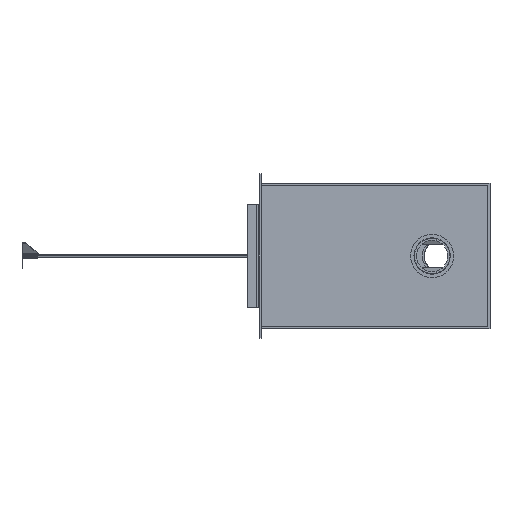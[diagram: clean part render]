
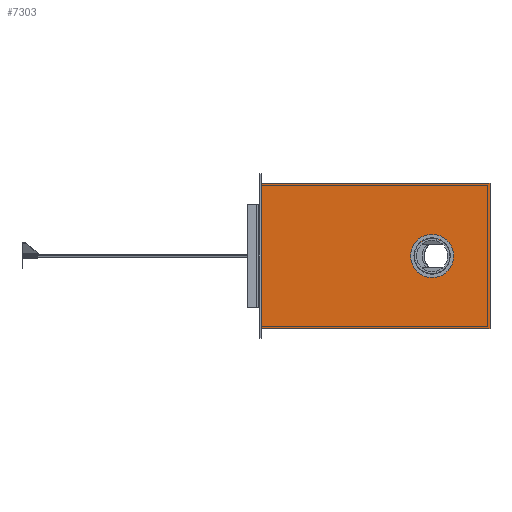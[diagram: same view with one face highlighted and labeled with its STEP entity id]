
A CAD part, left-side view. The second image highlights one B-rep face of the part: STEP entity #7303.
In plain terms, the highlighted planar face has unit normal (-1, 0, 0).
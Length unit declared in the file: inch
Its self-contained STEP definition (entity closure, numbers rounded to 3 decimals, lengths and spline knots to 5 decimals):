
#74 = CARTESIAN_POINT ( 'NONE',  ( -12.25, -5., -9.25 ) ) ;
#94 = ORIENTED_EDGE ( 'NONE', *, *, #11592, .F. ) ;
#131 = ORIENTED_EDGE ( 'NONE', *, *, #6494, .F. ) ;
#463 = DIRECTION ( 'NONE',  ( 0., 0., 1. ) ) ;
#1219 = FACE_OUTER_BOUND ( 'NONE', #5410, .T. ) ;
#1575 = EDGE_CURVE ( 'NONE', #3615, #5013, #7511, .T. ) ;
#1995 = FACE_BOUND ( 'NONE', #5066, .T. ) ;
#2211 = LINE ( 'NONE', #7558, #3082 ) ;
#3082 = VECTOR ( 'NONE', #463, 39.37008 ) ;
#3615 = VERTEX_POINT ( 'NONE', #11710 ) ;
#3680 = DIRECTION ( 'NONE',  ( -1., 0., 0. ) ) ;
#3720 = LINE ( 'NONE', #74, #9728 ) ;
#3907 = PLANE ( 'NONE',  #6749 ) ;
#3970 = CARTESIAN_POINT ( 'NONE',  ( -12.25, -5., -9. ) ) ;
#4158 = VERTEX_POINT ( 'NONE', #6933 ) ;
#4224 = AXIS2_PLACEMENT_3D ( 'NONE', #9871, #7206, #4526 ) ;
#4504 = ORIENTED_EDGE ( 'NONE', *, *, #4754, .F. ) ;
#4526 = DIRECTION ( 'NONE',  ( 0., 0., 1. ) ) ;
#4648 = CIRCLE ( 'NONE', #6977, 2. ) ;
#4754 = EDGE_CURVE ( 'NONE', #4969, #6758, #3720, .T. ) ;
#4969 = VERTEX_POINT ( 'NONE', #5991 ) ;
#5013 = VERTEX_POINT ( 'NONE', #11642 ) ;
#5066 = EDGE_LOOP ( 'NONE', ( #94, #10512 ) ) ;
#5410 = EDGE_LOOP ( 'NONE', ( #11175, #131, #4504, #8414 ) ) ;
#5688 = DIRECTION ( 'NONE',  ( 0., 0., 1. ) ) ;
#5991 = CARTESIAN_POINT ( 'NONE',  ( -12.25, -5.375, -9.25 ) ) ;
#6188 = VERTEX_POINT ( 'NONE', #6281 ) ;
#6277 = DIRECTION ( 'NONE',  ( 0., 0., 1. ) ) ;
#6281 = CARTESIAN_POINT ( 'NONE',  ( -12.25, 23.75, 9.25 ) ) ;
#6494 = EDGE_CURVE ( 'NONE', #6758, #6188, #2211, .T. ) ;
#6733 = CARTESIAN_POINT ( 'NONE',  ( -12.25, -5., 9.25 ) ) ;
#6749 = AXIS2_PLACEMENT_3D ( 'NONE', #3970, #9345, #5688 ) ;
#6758 = VERTEX_POINT ( 'NONE', #10093 ) ;
#6933 = CARTESIAN_POINT ( 'NONE',  ( -12.25, -5.375, 9.25 ) ) ;
#6977 = AXIS2_PLACEMENT_3D ( 'NONE', #9129, #3680, #6277 ) ;
#7206 = DIRECTION ( 'NONE',  ( -1., 0., 0. ) ) ;
#7303 = ADVANCED_FACE ( 'NONE', ( #1995, #1219 ), #3907, .T. ) ;
#7511 = CIRCLE ( 'NONE', #4224, 2. ) ;
#7558 = CARTESIAN_POINT ( 'NONE',  ( -12.25, 23.75, 0. ) ) ;
#8124 = VECTOR ( 'NONE', #8685, 39.37008 ) ;
#8414 = ORIENTED_EDGE ( 'NONE', *, *, #9583, .T. ) ;
#8676 = EDGE_CURVE ( 'NONE', #4158, #6188, #9403, .T. ) ;
#8685 = DIRECTION ( 'NONE',  ( 0., 1., 0. ) ) ;
#8952 = DIRECTION ( 'NONE',  ( 0., 0., 1. ) ) ;
#9129 = CARTESIAN_POINT ( 'NONE',  ( -12.25, 2., 0. ) ) ;
#9345 = DIRECTION ( 'NONE',  ( -1., 0., 0. ) ) ;
#9403 = LINE ( 'NONE', #6733, #8124 ) ;
#9583 = EDGE_CURVE ( 'NONE', #4969, #4158, #10096, .T. ) ;
#9728 = VECTOR ( 'NONE', #10192, 39.37008 ) ;
#9871 = CARTESIAN_POINT ( 'NONE',  ( -12.25, 2., 0. ) ) ;
#10093 = CARTESIAN_POINT ( 'NONE',  ( -12.25, 23.75, -9.25 ) ) ;
#10096 = LINE ( 'NONE', #11811, #10861 ) ;
#10192 = DIRECTION ( 'NONE',  ( 0., 1., 0. ) ) ;
#10512 = ORIENTED_EDGE ( 'NONE', *, *, #1575, .F. ) ;
#10861 = VECTOR ( 'NONE', #8952, 39.37008 ) ;
#11175 = ORIENTED_EDGE ( 'NONE', *, *, #8676, .T. ) ;
#11592 = EDGE_CURVE ( 'NONE', #5013, #3615, #4648, .T. ) ;
#11642 = CARTESIAN_POINT ( 'NONE',  ( -12.25, 2., 2. ) ) ;
#11710 = CARTESIAN_POINT ( 'NONE',  ( -12.25, 2., -2. ) ) ;
#11811 = CARTESIAN_POINT ( 'NONE',  ( -12.25, -5.375, -9. ) ) ;
